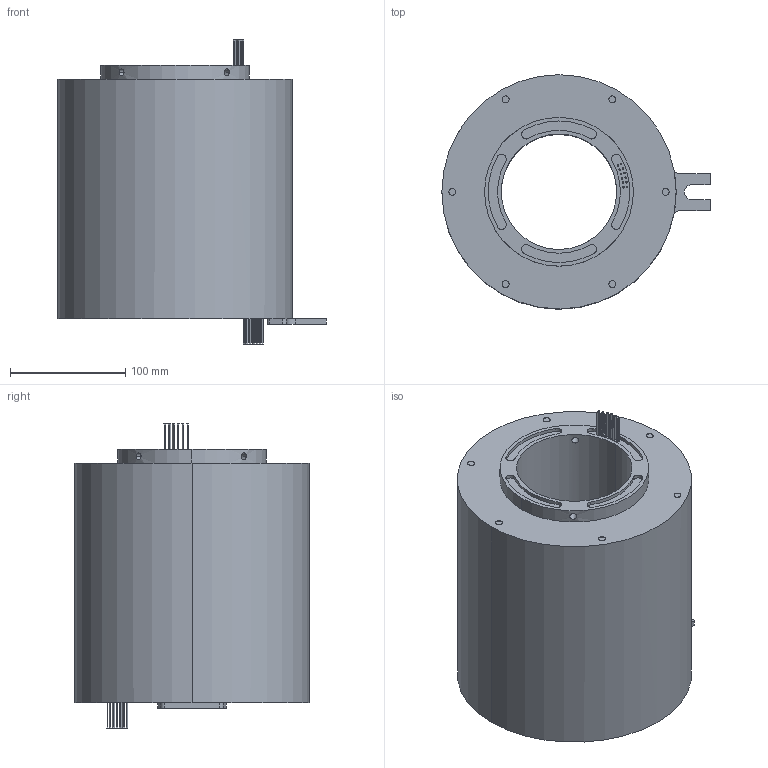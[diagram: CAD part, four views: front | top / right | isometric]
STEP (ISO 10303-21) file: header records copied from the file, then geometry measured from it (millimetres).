
FILE_DESCRIPTION (( 'STEP AP203' ), '1' );
FILE_NAME ('5100-1024 Rev CI.STEP', '2013-09-06T18:03:59', ( '' ), ( '' ), 'SwSTEP 2.0', 'SolidWorks 2013', '' );
FILE_SCHEMA (( 'CONFIG_CONTROL_DESIGN' ));
Length unit declared in the file: millimetre
Products named in the file (1): 5100-1024 Rev CI
Bounding box: 232.5 x 203 x 263.5 mm (x, y, z)
Volume: 5144581.3 mm3; surface area: 264972 mm2
Topology: 1 solids, 2 shells, 222 faces, 502 edges, 334 vertices
Faces by surface type: cylinder 143, plane 79
Entity records: 6919 total; most frequent: CARTESIAN_POINT 1571, DIRECTION 1206, ORIENTED_EDGE 1004, EDGE_CURVE 502, AXIS2_PLACEMENT_3D 497, VERTEX_POINT 334, EDGE_LOOP 282, CIRCLE 274
